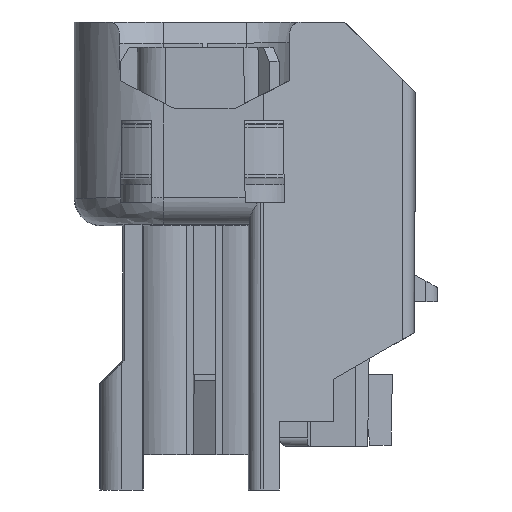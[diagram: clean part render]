
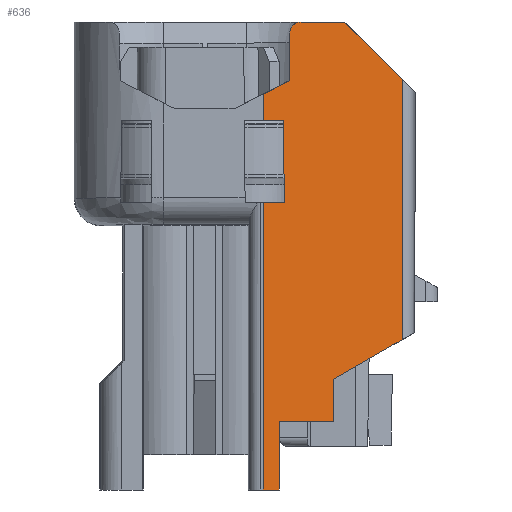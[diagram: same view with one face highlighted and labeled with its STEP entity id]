
A CAD part, front view. The second image highlights one B-rep face of the part: STEP entity #636.
In plain terms, the highlighted planar face has unit normal (0.174, -0.985, 0).
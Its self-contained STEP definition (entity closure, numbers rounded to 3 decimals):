
#94=ELLIPSE('',#8840,0.812,0.8);
#234=PLANE('',#8887);
#636=ADVANCED_FACE('',(#1107),#234,.T.);
#1107=FACE_OUTER_BOUND('',#1531,.T.);
#1531=EDGE_LOOP('',(#4256,#4257,#4258,#4259,#4260,#4261,#4262,#4263,#4264,
#4265,#4266,#4267,#4268,#4269,#4270,#4271));
#1955=LINE('',#11968,#2995);
#1957=LINE('',#11974,#2997);
#1964=LINE('',#11994,#3004);
#1966=LINE('',#11998,#3006);
#1972=LINE('',#12020,#3012);
#1993=LINE('',#12151,#3033);
#2015=LINE('',#12243,#3055);
#2016=LINE('',#12245,#3056);
#2022=LINE('',#12259,#3062);
#2023=LINE('',#12261,#3063);
#2024=LINE('',#12263,#3064);
#2025=LINE('',#12265,#3065);
#2026=LINE('',#12267,#3066);
#2027=LINE('',#12269,#3067);
#2028=LINE('',#12271,#3068);
#2995=VECTOR('',#9442,1.);
#2997=VECTOR('',#9448,1.);
#3004=VECTOR('',#9465,1.);
#3006=VECTOR('',#9469,1.);
#3012=VECTOR('',#9493,1.);
#3033=VECTOR('',#9540,1.);
#3055=VECTOR('',#9596,1.);
#3056=VECTOR('',#9599,1.);
#3062=VECTOR('',#9611,1.);
#3063=VECTOR('',#9612,1.);
#3064=VECTOR('',#9613,1.);
#3065=VECTOR('',#9614,1.);
#3066=VECTOR('',#9615,1.);
#3067=VECTOR('',#9616,1.);
#3068=VECTOR('',#9617,1.);
#4256=ORIENTED_EDGE('',*,*,#7593,.F.);
#4257=ORIENTED_EDGE('',*,*,#7601,.T.);
#4258=ORIENTED_EDGE('',*,*,#7602,.F.);
#4259=ORIENTED_EDGE('',*,*,#7603,.F.);
#4260=ORIENTED_EDGE('',*,*,#7604,.T.);
#4261=ORIENTED_EDGE('',*,*,#7605,.F.);
#4262=ORIENTED_EDGE('',*,*,#7606,.F.);
#4263=ORIENTED_EDGE('',*,*,#7607,.F.);
#4264=ORIENTED_EDGE('',*,*,#7594,.T.);
#4265=ORIENTED_EDGE('',*,*,#7560,.F.);
#4266=ORIENTED_EDGE('',*,*,#7526,.F.);
#4267=ORIENTED_EDGE('',*,*,#7505,.T.);
#4268=ORIENTED_EDGE('',*,*,#7502,.T.);
#4269=ORIENTED_EDGE('',*,*,#7499,.T.);
#4270=ORIENTED_EDGE('',*,*,#7514,.F.);
#4271=ORIENTED_EDGE('',*,*,#7512,.F.);
#6647=VERTEX_POINT('',#11967);
#6648=VERTEX_POINT('',#11969);
#6650=VERTEX_POINT('',#11975);
#6651=VERTEX_POINT('',#11980);
#6653=VERTEX_POINT('',#11985);
#6657=VERTEX_POINT('',#11993);
#6666=VERTEX_POINT('',#12021);
#6688=VERTEX_POINT('',#12152);
#6711=VERTEX_POINT('',#12242);
#6712=VERTEX_POINT('',#12246);
#6717=VERTEX_POINT('',#12260);
#6718=VERTEX_POINT('',#12262);
#6719=VERTEX_POINT('',#12264);
#6720=VERTEX_POINT('',#12266);
#6721=VERTEX_POINT('',#12268);
#6722=VERTEX_POINT('',#12270);
#7499=EDGE_CURVE('',#6648,#6647,#1955,.T.);
#7502=EDGE_CURVE('',#6650,#6648,#1957,.T.);
#7505=EDGE_CURVE('',#6651,#6650,#94,.T.);
#7512=EDGE_CURVE('',#6657,#6653,#1964,.T.);
#7514=EDGE_CURVE('',#6653,#6647,#1966,.T.);
#7526=EDGE_CURVE('',#6651,#6666,#1972,.T.);
#7560=EDGE_CURVE('',#6666,#6688,#1993,.T.);
#7593=EDGE_CURVE('',#6711,#6657,#2015,.T.);
#7594=EDGE_CURVE('',#6712,#6688,#2016,.T.);
#7601=EDGE_CURVE('',#6711,#6717,#2022,.T.);
#7602=EDGE_CURVE('',#6718,#6717,#2023,.T.);
#7603=EDGE_CURVE('',#6719,#6718,#2024,.T.);
#7604=EDGE_CURVE('',#6719,#6720,#2025,.T.);
#7605=EDGE_CURVE('',#6721,#6720,#2026,.T.);
#7606=EDGE_CURVE('',#6722,#6721,#2027,.T.);
#7607=EDGE_CURVE('',#6712,#6722,#2028,.T.);
#8840=AXIS2_PLACEMENT_3D('',#11979,#9454,#9455);
#8887=AXIS2_PLACEMENT_3D('',#12272,#9618,#9619);
#9442=DIRECTION('',(-0.88,-0.155,-0.448));
#9448=DIRECTION('',(-0.017,-0.003,-1.));
#9454=DIRECTION('',(0.174,-0.985,0.));
#9455=DIRECTION('',(0.985,0.174,0.));
#9465=DIRECTION('',(-0.985,-0.174,0.));
#9469=DIRECTION('',(0.,0.,1.));
#9493=DIRECTION('',(0.985,0.174,0.));
#9540=DIRECTION('',(0.702,0.124,-0.702));
#9596=DIRECTION('',(-0.009,-0.002,1.));
#9599=DIRECTION('',(0.,0.,1.));
#9611=DIRECTION('',(-0.985,-0.174,0.));
#9612=DIRECTION('',(0.,0.,1.));
#9613=DIRECTION('',(-0.985,-0.174,0.));
#9614=DIRECTION('',(0.,0.,1.));
#9615=DIRECTION('',(-0.985,-0.174,0.));
#9616=DIRECTION('',(0.,0.,-1.));
#9617=DIRECTION('',(-0.856,-0.151,-0.494));
#9618=DIRECTION('',(0.174,-0.985,0.));
#9619=DIRECTION('',(0.985,0.174,0.));
#11967=CARTESIAN_POINT('',(6.669,-9.89,-2.646));
#11968=CARTESIAN_POINT('',(8.89,-9.498,-1.515));
#11969=CARTESIAN_POINT('',(8.527,-9.562,-1.7));
#11974=CARTESIAN_POINT('',(8.6,-9.549,2.508));
#11975=CARTESIAN_POINT('',(8.586,-9.552,1.714));
#11979=CARTESIAN_POINT('',(9.386,-9.411,1.7));
#11980=CARTESIAN_POINT('',(9.386,-9.411,2.5));
#11985=CARTESIAN_POINT('',(6.669,-9.89,-4.503));
#11993=CARTESIAN_POINT('',(8.131,-9.632,-4.503));
#11994=CARTESIAN_POINT('',(6.669,-9.89,-4.503));
#11998=CARTESIAN_POINT('',(6.669,-9.89,-12.05));
#12020=CARTESIAN_POINT('',(6.669,-9.89,2.5));
#12021=CARTESIAN_POINT('',(12.517,-8.859,2.5));
#12151=CARTESIAN_POINT('',(9.548,-9.382,5.468));
#12152=CARTESIAN_POINT('',(16.588,-8.141,-1.571));
#12242=CARTESIAN_POINT('',(8.182,-9.623,-10.4));
#12243=CARTESIAN_POINT('',(8.069,-9.643,2.513));
#12245=CARTESIAN_POINT('',(16.588,-8.141,2.5));
#12246=CARTESIAN_POINT('',(16.588,-8.141,-20.176));
#12259=CARTESIAN_POINT('',(6.669,-9.89,-10.4));
#12260=CARTESIAN_POINT('',(6.669,-9.89,-10.4));
#12261=CARTESIAN_POINT('',(6.669,-9.89,-12.05));
#12262=CARTESIAN_POINT('',(6.669,-9.89,-30.9));
#12263=CARTESIAN_POINT('',(6.669,-9.89,-30.9));
#12264=CARTESIAN_POINT('',(7.821,-9.687,-30.9));
#12265=CARTESIAN_POINT('',(7.821,-9.687,-10.7));
#12266=CARTESIAN_POINT('',(7.821,-9.687,-26.));
#12267=CARTESIAN_POINT('',(6.669,-9.89,-26.));
#12268=CARTESIAN_POINT('',(11.696,-9.003,-26.));
#12269=CARTESIAN_POINT('',(11.696,-9.003,2.5));
#12270=CARTESIAN_POINT('',(11.696,-9.003,-23.));
#12271=CARTESIAN_POINT('',(18.688,-7.77,-18.963));
#12272=CARTESIAN_POINT('',(6.669,-9.89,2.5));
